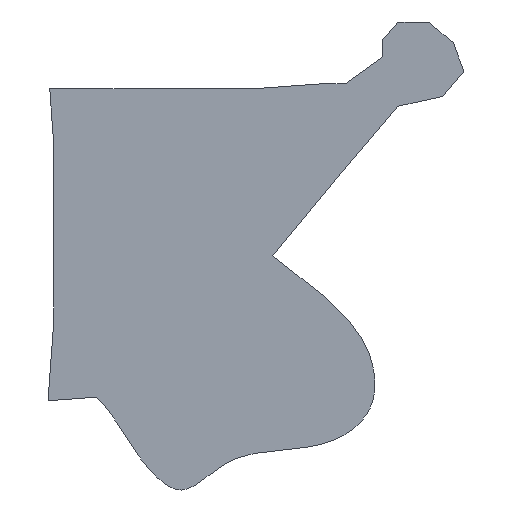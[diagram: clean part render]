
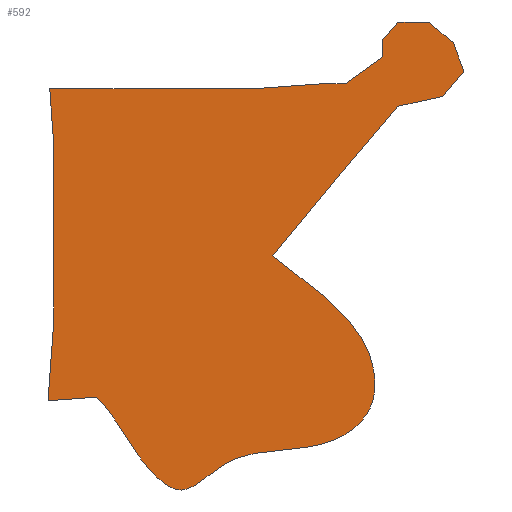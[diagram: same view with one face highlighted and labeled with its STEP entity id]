
A CAD part, left-side view. The second image highlights one B-rep face of the part: STEP entity #592.
In plain terms, the highlighted planar face has unit normal (-1, 0, 0).
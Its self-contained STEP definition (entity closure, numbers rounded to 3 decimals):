
#3 = ORIENTED_EDGE ( 'NONE', *, *, #453, .T. ) ;
#4 = DIRECTION ( 'NONE',  ( 0., 0., -1. ) ) ;
#11 = CARTESIAN_POINT ( 'NONE',  ( 0., 11.171, 9.466 ) ) ;
#23 = CARTESIAN_POINT ( 'NONE',  ( 0., -5.68, -4.813 ) ) ;
#24 = LINE ( 'NONE', #508, #288 ) ;
#25 = CARTESIAN_POINT ( 'NONE',  ( 0., -23.376, 40.455 ) ) ;
#28 = FACE_OUTER_BOUND ( 'NONE', #470, .T. ) ;
#29 = CARTESIAN_POINT ( 'NONE',  ( 0., -32.856, 27.258 ) ) ;
#30 = ORIENTED_EDGE ( 'NONE', *, *, #167, .F. ) ;
#36 = ORIENTED_EDGE ( 'NONE', *, *, #407, .T. ) ;
#42 = CARTESIAN_POINT ( 'NONE',  ( 0., 32.256, -76.776 ) ) ;
#60 = EDGE_CURVE ( 'NONE', #462, #420, #399, .T. ) ;
#62 = VECTOR ( 'NONE', #561, 1000. ) ;
#67 = DIRECTION ( 'NONE',  ( 0., -0.997, 0.072 ) ) ;
#70 = ORIENTED_EDGE ( 'NONE', *, *, #60, .T. ) ;
#72 = EDGE_CURVE ( 'NONE', #590, #489, #124, .T. ) ;
#75 = PLANE ( 'NONE',  #163 ) ;
#77 = CARTESIAN_POINT ( 'NONE',  ( 0., 0., 0. ) ) ;
#87 = DIRECTION ( 'NONE',  ( 0., 0.997, -0.072 ) ) ;
#89 = DIRECTION ( 'NONE',  ( 0., 1., 0. ) ) ;
#90 = EDGE_CURVE ( 'NONE', #252, #111, #176, .T. ) ;
#91 = VERTEX_POINT ( 'NONE', #604 ) ;
#92 = LINE ( 'NONE', #264, #223 ) ;
#93 = VECTOR ( 'NONE', #669, 1000. ) ;
#96 = CARTESIAN_POINT ( 'NONE',  ( 0., 2.653, -73.862 ) ) ;
#98 = VERTEX_POINT ( 'NONE', #348 ) ;
#107 = VECTOR ( 'NONE', #603, 1000. ) ;
#109 = ORIENTED_EDGE ( 'NONE', *, *, #72, .T. ) ;
#111 = VERTEX_POINT ( 'NONE', #562 ) ;
#112 = LINE ( 'NONE', #166, #536 ) ;
#118 = LINE ( 'NONE', #550, #509 ) ;
#124 = LINE ( 'NONE', #188, #658 ) ;
#128 = CARTESIAN_POINT ( 'NONE',  ( 0., 3.054, 13.786 ) ) ;
#132 = EDGE_CURVE ( 'NONE', #602, #524, #296, .T. ) ;
#137 = DIRECTION ( 'NONE',  ( 0., -0.646, 0.763 ) ) ;
#139 = VECTOR ( 'NONE', #393, 1000. ) ;
#143 = CARTESIAN_POINT ( 'NONE',  ( 0., 18.455, -22.297 ) ) ;
#154 = CARTESIAN_POINT ( 'NONE',  ( 0., 65.719, -60.286 ) ) ;
#158 = ORIENTED_EDGE ( 'NONE', *, *, #308, .T. ) ;
#159 = VERTEX_POINT ( 'NONE', #663 ) ;
#163 = AXIS2_PLACEMENT_3D ( 'NONE', #614, #292, #403 ) ;
#166 = CARTESIAN_POINT ( 'NONE',  ( 0., -11.11, 0. ) ) ;
#167 = EDGE_CURVE ( 'NONE', #224, #524, #24, .T. ) ;
#176 = LINE ( 'NONE', #455, #139 ) ;
#182 = EDGE_CURVE ( 'NONE', #224, #553, #238, .T. ) ;
#183 = CARTESIAN_POINT ( 'NONE',  ( 0., 5.285, 23.862 ) ) ;
#186 = CARTESIAN_POINT ( 'NONE',  ( 0., 77.282, 7.371 ) ) ;
#188 = CARTESIAN_POINT ( 'NONE',  ( 0., -29.723, 35.077 ) ) ;
#189 = LINE ( 'NONE', #353, #62 ) ;
#201 = VERTEX_POINT ( 'NONE', #371 ) ;
#204 = VERTEX_POINT ( 'NONE', #143 ) ;
#213 = ORIENTED_EDGE ( 'NONE', *, *, #132, .T. ) ;
#217 = ORIENTED_EDGE ( 'NONE', *, *, #90, .T. ) ;
#223 = VECTOR ( 'NONE', #89, 1000. ) ;
#224 = VERTEX_POINT ( 'NONE', #640 ) ;
#230 = DIRECTION ( 'NONE',  ( 0., -0.976, 0.216 ) ) ;
#235 = ORIENTED_EDGE ( 'NONE', *, *, #300, .F. ) ;
#237 = VECTOR ( 'NONE', #541, 1000. ) ;
#238 = LINE ( 'NONE', #452, #504 ) ;
#245 = CARTESIAN_POINT ( 'NONE',  ( 0., 59.239, -66.969 ) ) ;
#252 = VERTEX_POINT ( 'NONE', #585 ) ;
#264 = CARTESIAN_POINT ( 'NONE',  ( 0., 0., 23.862 ) ) ;
#273 = VERTEX_POINT ( 'NONE', #29 ) ;
#284 = ORIENTED_EDGE ( 'NONE', *, *, #643, .T. ) ;
#285 = CARTESIAN_POINT ( 'NONE',  ( 0., -15.087, 17.805 ) ) ;
#288 = VECTOR ( 'NONE', #404, 1000. ) ;
#292 = DIRECTION ( 'NONE',  ( 1., 0., 0. ) ) ;
#293 = VECTOR ( 'NONE', #137, 1000. ) ;
#296 = LINE ( 'NONE', #503, #445 ) ;
#300 = EDGE_CURVE ( 'NONE', #204, #159, #631, .T. ) ;
#308 = EDGE_CURVE ( 'NONE', #201, #602, #582, .T. ) ;
#314 = CARTESIAN_POINT ( 'NONE',  ( 0., 17.701, -74.185 ) ) ;
#318 = VECTOR ( 'NONE', #230, 1000. ) ;
#329 = CARTESIAN_POINT ( 'NONE',  ( 0., -27.101, 20.466 ) ) ;
#342 = DIRECTION ( 'NONE',  ( 0., -0.072, -0.997 ) ) ;
#347 = CARTESIAN_POINT ( 'NONE',  ( 0., 78.379, 22.491 ) ) ;
#348 = CARTESIAN_POINT ( 'NONE',  ( 0., -11.11, 35.761 ) ) ;
#353 = CARTESIAN_POINT ( 'NONE',  ( 0., 0., 40.455 ) ) ;
#357 = ORIENTED_EDGE ( 'NONE', *, *, #457, .T. ) ;
#362 = EDGE_CURVE ( 'NONE', #98, #252, #112, .T. ) ;
#364 = DIRECTION ( 'NONE',  ( 0., -0.638, 0.77 ) ) ;
#366 = ORIENTED_EDGE ( 'NONE', *, *, #605, .T. ) ;
#371 = CARTESIAN_POINT ( 'NONE',  ( 0., 24.177, 22.491 ) ) ;
#381 = VECTOR ( 'NONE', #87, 1000. ) ;
#393 = DIRECTION ( 'NONE',  ( 0., 0.817, -0.577 ) ) ;
#399 = LINE ( 'NONE', #128, #318 ) ;
#403 = DIRECTION ( 'NONE',  ( 0., 0., -1. ) ) ;
#404 = DIRECTION ( 'NONE',  ( 0., 0., 1. ) ) ;
#407 = EDGE_CURVE ( 'NONE', #91, #98, #498, .T. ) ;
#409 = ORIENTED_EDGE ( 'NONE', *, *, #659, .T. ) ;
#412 = CARTESIAN_POINT ( 'NONE',  ( 0., 18.455, -22.297 ) ) ;
#417 = ORIENTED_EDGE ( 'NONE', *, *, #362, .T. ) ;
#420 = VERTEX_POINT ( 'NONE', #329 ) ;
#423 = CARTESIAN_POINT ( 'NONE',  ( 0., 42.043, -88.025 ) ) ;
#444 = DIRECTION ( 'NONE',  ( 0., 0.763, 0.646 ) ) ;
#445 = VECTOR ( 'NONE', #342, 1000. ) ;
#446 = ORIENTED_EDGE ( 'NONE', *, *, #570, .T. ) ;
#452 = CARTESIAN_POINT ( 'NONE',  ( 0., 74.059, 5.315 ) ) ;
#453 = EDGE_CURVE ( 'NONE', #273, #590, #547, .T. ) ;
#455 = CARTESIAN_POINT ( 'NONE',  ( 0., 10.938, 15.487 ) ) ;
#456 = CARTESIAN_POINT ( 'NONE',  ( 0., -29.978, 34.86 ) ) ;
#457 = EDGE_CURVE ( 'NONE', #553, #159, #118, .T. ) ;
#460 = CARTESIAN_POINT ( 'NONE',  ( 0., 78.836, -61.238 ) ) ;
#462 = VERTEX_POINT ( 'NONE', #285 ) ;
#470 = EDGE_LOOP ( 'NONE', ( #235, #409, #545, #70, #366, #3, #109, #446, #36, #417, #217, #284, #680, #158, #213, #30, #642, #357 ) ) ;
#481 = CARTESIAN_POINT ( 'NONE',  ( 0., 0., 22.491 ) ) ;
#485 = VERTEX_POINT ( 'NONE', #183 ) ;
#489 = VERTEX_POINT ( 'NONE', #25 ) ;
#498 = LINE ( 'NONE', #11, #237 ) ;
#503 = CARTESIAN_POINT ( 'NONE',  ( 0., 76.344, -5.543 ) ) ;
#504 = VECTOR ( 'NONE', #665, 1000. ) ;
#506 = VECTOR ( 'NONE', #694, 1000. ) ;
#508 = CARTESIAN_POINT ( 'NONE',  ( 0., 77.282, 0. ) ) ;
#509 = VECTOR ( 'NONE', #67, 1000. ) ;
#510 = LINE ( 'NONE', #569, #381 ) ;
#513 = LINE ( 'NONE', #23, #93 ) ;
#518 = CARTESIAN_POINT ( 'NONE',  ( 0., 56.125, -76.896 ) ) ;
#520 = CARTESIAN_POINT ( 'NONE',  ( 0., 9.73, -30.092 ) ) ;
#523 = EDGE_CURVE ( 'NONE', #599, #462, #564, .T. ) ;
#524 = VERTEX_POINT ( 'NONE', #186 ) ;
#532 = CARTESIAN_POINT ( 'NONE',  ( 0., 0., 0. ) ) ;
#533 = EDGE_CURVE ( 'NONE', #485, #201, #510, .T. ) ;
#536 = VECTOR ( 'NONE', #4, 1000. ) ;
#541 = DIRECTION ( 'NONE',  ( 0., 0.646, -0.763 ) ) ;
#545 = ORIENTED_EDGE ( 'NONE', *, *, #523, .T. ) ;
#547 = LINE ( 'NONE', #657, #107 ) ;
#550 = CARTESIAN_POINT ( 'NONE',  ( 0., -4.009, -55.224 ) ) ;
#553 = VERTEX_POINT ( 'NONE', #460 ) ;
#558 = VECTOR ( 'NONE', #364, 1000. ) ;
#561 = DIRECTION ( 'NONE',  ( 0., 1., 0. ) ) ;
#562 = CARTESIAN_POINT ( 'NONE',  ( 0., -0.92, 23.862 ) ) ;
#564 = LINE ( 'NONE', #624, #293 ) ;
#568 = CARTESIAN_POINT ( 'NONE',  ( 0., -9.953, -63.682 ) ) ;
#569 = CARTESIAN_POINT ( 'NONE',  ( 0., 1.751, 24.119 ) ) ;
#570 = EDGE_CURVE ( 'NONE', #489, #91, #189, .T. ) ;
#579 = CARTESIAN_POINT ( 'NONE',  ( 0., -8.137, -39.438 ) ) ;
#582 = LINE ( 'NONE', #481, #506 ) ;
#585 = CARTESIAN_POINT ( 'NONE',  ( 0., -11.11, 31.059 ) ) ;
#590 = VERTEX_POINT ( 'NONE', #456 ) ;
#592 = ADVANCED_FACE ( 'NONE', ( #28 ), #75, .F. ) ;
#599 = VERTEX_POINT ( 'NONE', #77 ) ;
#602 = VERTEX_POINT ( 'NONE', #347 ) ;
#603 = DIRECTION ( 'NONE',  ( 0., 0.354, 0.935 ) ) ;
#604 = CARTESIAN_POINT ( 'NONE',  ( 0., -15.087, 40.455 ) ) ;
#605 = EDGE_CURVE ( 'NONE', #420, #273, #513, .T. ) ;
#614 = CARTESIAN_POINT ( 'NONE',  ( 0., 0., 0. ) ) ;
#624 = CARTESIAN_POINT ( 'NONE',  ( 0., 0., 0. ) ) ;
#631 = B_SPLINE_CURVE_WITH_KNOTS ( 'NONE', 3,
 ( #412, #520, #579, #568, #96, #314, #42, #423, #518, #245, #154 ),
 .UNSPECIFIED., .F., .F.,
 ( 4, 1, 1, 1, 1, 1, 1, 1, 4 ),
 ( 0., 0.264, 0.365, 0.45, 0.571, 0.674, 0.764, 0.817, 1. ),
 .UNSPECIFIED. ) ;
#640 = CARTESIAN_POINT ( 'NONE',  ( 0., 77.282, -39.583 ) ) ;
#642 = ORIENTED_EDGE ( 'NONE', *, *, #182, .T. ) ;
#643 = EDGE_CURVE ( 'NONE', #111, #485, #92, .T. ) ;
#657 = CARTESIAN_POINT ( 'NONE',  ( 0., -37.763, 14.293 ) ) ;
#658 = VECTOR ( 'NONE', #444, 1000. ) ;
#659 = EDGE_CURVE ( 'NONE', #204, #599, #689, .T. ) ;
#663 = CARTESIAN_POINT ( 'NONE',  ( 0., 65.719, -60.286 ) ) ;
#665 = DIRECTION ( 'NONE',  ( 0., 0.072, -0.997 ) ) ;
#669 = DIRECTION ( 'NONE',  ( 0., -0.646, 0.763 ) ) ;
#680 = ORIENTED_EDGE ( 'NONE', *, *, #533, .T. ) ;
#689 = LINE ( 'NONE', #532, #558 ) ;
#694 = DIRECTION ( 'NONE',  ( 0., 1., 0. ) ) ;
